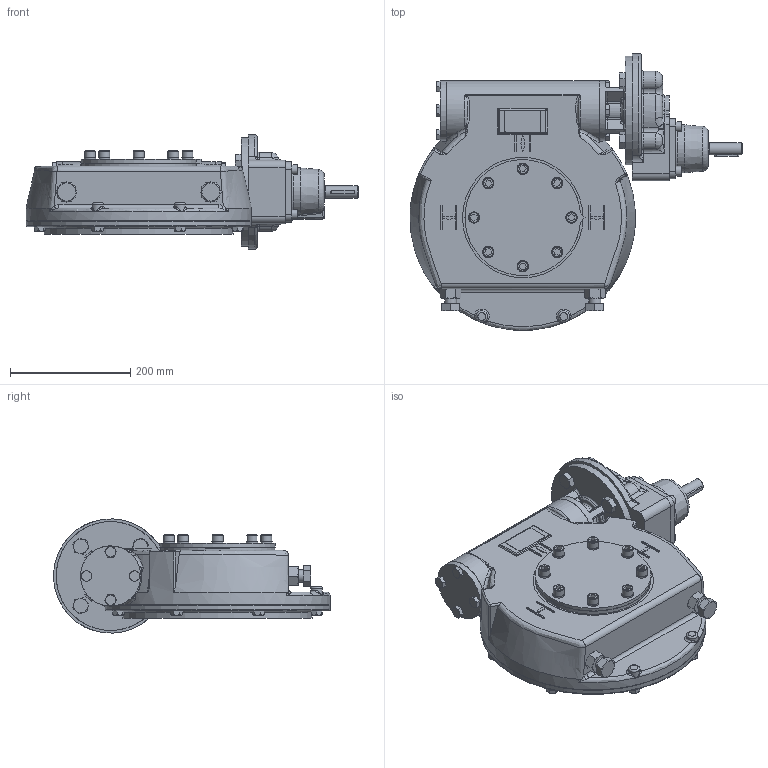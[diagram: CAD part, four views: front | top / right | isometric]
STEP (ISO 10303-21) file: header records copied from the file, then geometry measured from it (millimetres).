
FILE_DESCRIPTION(/* description */ ('Unknown'),/* implementation_level */ '2;1');
FILE_NAME(/* name */ 'PUB-IW6FBIRS-MAN-F25',/* time_stamp */ '2016-06-28T11:27:27+01:00',/* author */ ('Unknown'),/* organization */ ('Unknown'),/* preprocessor_version */ 'ST-DEVELOPER v16',/* originating_system */ 'DEX',/* authorisation */ $);
FILE_SCHEMA (('AUTOMOTIVE_DESIGN {1 0 10303 214 3 1 1}'));
Products named in the file (1): PUB-IW6FBIRS-MAN-F25
Bounding box: 551.83 x 459.76 x 189.82 mm (x, y, z)
Surface area: 704484.2 mm2 (no closed solid volume)
Topology: 0 solids, 71 shells, 1001 faces, 2653 edges, 1688 vertices
Faces by surface type: plane 419, cone 183, cylinder 178, bspline 120, torus 62, sphere 39
Full cylindrical faces by diameter (mm): 11 x8, 13.835 x8, 16 x4, 18 x8, 19 x10, 20 x3, 30 x1, 100 x2, 130 x1, 135 x1, 180.9 x1, 190 x1
Entity records: 49725 total; most frequent: CARTESIAN_POINT 24931, ORIENTED_EDGE 4439, DIRECTION 4264, EDGE_CURVE 2479, AXIS2_PLACEMENT_3D 1689, VERTEX_POINT 1656, FACE_BOUND 1250, EDGE_LOOP 1242
